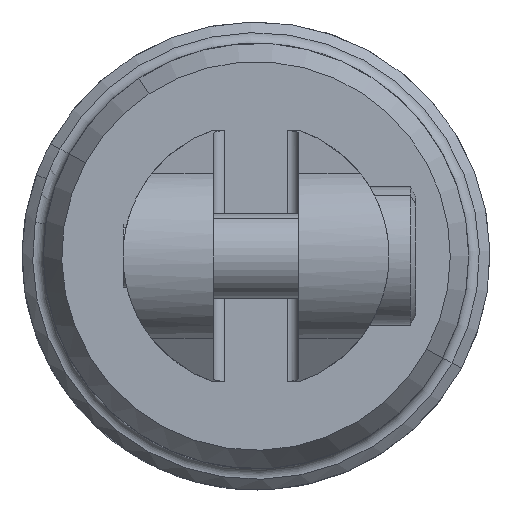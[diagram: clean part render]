
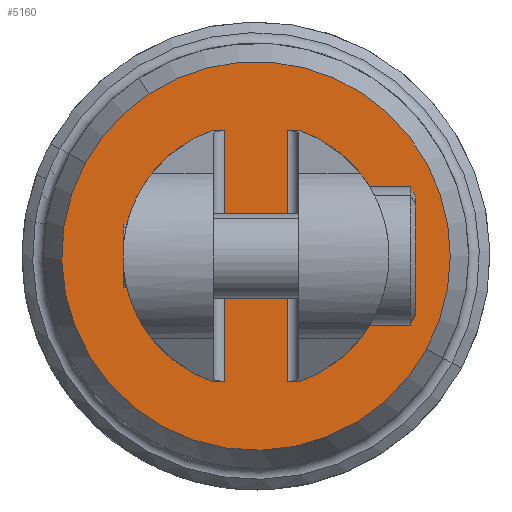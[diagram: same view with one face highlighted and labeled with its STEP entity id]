
A CAD part, left-side view. The second image highlights one B-rep face of the part: STEP entity #5160.
In plain terms, the highlighted planar face has unit normal (-1, 0, 0).
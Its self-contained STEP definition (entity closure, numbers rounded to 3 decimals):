
#10 = VECTOR ( 'NONE', #8358, 1000. ) ;
#478 = AXIS2_PLACEMENT_3D ( 'NONE', #4442, #8500, #7159 ) ;
#703 = LINE ( 'NONE', #832, #6315 ) ;
#714 = VECTOR ( 'NONE', #3100, 1000. ) ;
#820 = DIRECTION ( 'NONE',  ( 0., -1., 0. ) ) ;
#832 = CARTESIAN_POINT ( 'NONE',  ( 32.003, -4.082, 11.766 ) ) ;
#1023 = PLANE ( 'NONE',  #1152 ) ;
#1063 = EDGE_CURVE ( 'NONE', #5186, #6106, #2734, .T. ) ;
#1152 = AXIS2_PLACEMENT_3D ( 'NONE', #3710, #5861, #1705 ) ;
#1238 = EDGE_CURVE ( 'NONE', #6106, #5644, #6706, .T. ) ;
#1364 = EDGE_LOOP ( 'NONE', ( #2056, #5438, #2875 ) ) ;
#1517 = EDGE_CURVE ( 'NONE', #7409, #6414, #2233, .T. ) ;
#1547 = DIRECTION ( 'NONE',  ( -1., 0., 0. ) ) ;
#1582 = ORIENTED_EDGE ( 'NONE', *, *, #3687, .F. ) ;
#1705 = DIRECTION ( 'NONE',  ( 0., 0., 1. ) ) ;
#1708 = EDGE_LOOP ( 'NONE', ( #2855, #3481, #7729, #3260, #1582 ) ) ;
#1891 = CIRCLE ( 'NONE', #2165, 18.268 ) ;
#2056 = ORIENTED_EDGE ( 'NONE', *, *, #7962, .T. ) ;
#2130 = DIRECTION ( 'NONE',  ( 0., -1., 0. ) ) ;
#2131 = VERTEX_POINT ( 'NONE', #6316 ) ;
#2137 = CARTESIAN_POINT ( 'NONE',  ( 32.003, -11.692, 11.766 ) ) ;
#2153 = DIRECTION ( 'NONE',  ( -1., 0., 0. ) ) ;
#2165 = AXIS2_PLACEMENT_3D ( 'NONE', #8325, #2153, #4846 ) ;
#2205 = EDGE_CURVE ( 'NONE', #6332, #2131, #5750, .T. ) ;
#2222 = EDGE_CURVE ( 'NONE', #7020, #6481, #1891, .T. ) ;
#2233 = LINE ( 'NONE', #4250, #10 ) ;
#2249 = ORIENTED_EDGE ( 'NONE', *, *, #2205, .F. ) ;
#2280 = DIRECTION ( 'NONE',  ( 0., -1., 0. ) ) ;
#2386 = LINE ( 'NONE', #7113, #714 ) ;
#2458 = EDGE_CURVE ( 'NONE', #7409, #2985, #8834, .T. ) ;
#2459 = EDGE_LOOP ( 'NONE', ( #5368, #2249, #5038, #6312, #5023 ) ) ;
#2530 = VERTEX_POINT ( 'NONE', #8215 ) ;
#2556 = EDGE_CURVE ( 'NONE', #3434, #3431, #703, .T. ) ;
#2692 = CARTESIAN_POINT ( 'NONE',  ( 32.003, -4.582, -11.766 ) ) ;
#2734 = CIRCLE ( 'NONE', #4161, 12.5 ) ;
#2839 = CARTESIAN_POINT ( 'NONE',  ( 32.003, -7.582, 0. ) ) ;
#2855 = ORIENTED_EDGE ( 'NONE', *, *, #1238, .F. ) ;
#2875 = ORIENTED_EDGE ( 'NONE', *, *, #2222, .T. ) ;
#2985 = VERTEX_POINT ( 'NONE', #4556 ) ;
#3061 = CARTESIAN_POINT ( 'NONE',  ( 32.003, -10.582, 11.766 ) ) ;
#3088 = AXIS2_PLACEMENT_3D ( 'NONE', #6859, #1547, #820 ) ;
#3100 = DIRECTION ( 'NONE',  ( 0., 0., 1. ) ) ;
#3144 = CARTESIAN_POINT ( 'NONE',  ( 32.003, -3.471, -11.766 ) ) ;
#3260 = ORIENTED_EDGE ( 'NONE', *, *, #2556, .T. ) ;
#3355 = DIRECTION ( 'NONE',  ( 0., -1., 0. ) ) ;
#3431 = VERTEX_POINT ( 'NONE', #4547 ) ;
#3434 = VERTEX_POINT ( 'NONE', #5162 ) ;
#3481 = ORIENTED_EDGE ( 'NONE', *, *, #1063, .F. ) ;
#3588 = CARTESIAN_POINT ( 'NONE',  ( 32.003, -23.613, -8.758 ) ) ;
#3687 = EDGE_CURVE ( 'NONE', #5644, #3431, #2386, .T. ) ;
#3710 = CARTESIAN_POINT ( 'NONE',  ( 32.003, -7.582, 0. ) ) ;
#3783 = VECTOR ( 'NONE', #2280, 1000. ) ;
#4161 = AXIS2_PLACEMENT_3D ( 'NONE', #4218, #7474, #4837 ) ;
#4207 = AXIS2_PLACEMENT_3D ( 'NONE', #6791, #6743, #3355 ) ;
#4218 = CARTESIAN_POINT ( 'NONE',  ( 32.003, -7.582, 0. ) ) ;
#4250 = CARTESIAN_POINT ( 'NONE',  ( 32.003, -10.582, 0. ) ) ;
#4362 = CARTESIAN_POINT ( 'NONE',  ( 32.003, -10.582, -11.766 ) ) ;
#4378 = CIRCLE ( 'NONE', #3088, 12.5 ) ;
#4442 = CARTESIAN_POINT ( 'NONE',  ( 32.003, -7.582, 0. ) ) ;
#4485 = CIRCLE ( 'NONE', #478, 12.5 ) ;
#4547 = CARTESIAN_POINT ( 'NONE',  ( 32.003, -4.582, 11.766 ) ) ;
#4556 = CARTESIAN_POINT ( 'NONE',  ( 32.003, -11.803, -11.766 ) ) ;
#4837 = DIRECTION ( 'NONE',  ( 0., -1., 0. ) ) ;
#4846 = DIRECTION ( 'NONE',  ( 0., -1., 0. ) ) ;
#5023 = ORIENTED_EDGE ( 'NONE', *, *, #1517, .T. ) ;
#5038 = ORIENTED_EDGE ( 'NONE', *, *, #6435, .F. ) ;
#5057 = FACE_OUTER_BOUND ( 'NONE', #1364, .T. ) ;
#5160 = ADVANCED_FACE ( 'NONE', ( #7242, #8491, #5057 ), #1023, .T. ) ;
#5162 = CARTESIAN_POINT ( 'NONE',  ( 32.003, -3.36, 11.766 ) ) ;
#5186 = VERTEX_POINT ( 'NONE', #8535 ) ;
#5368 = ORIENTED_EDGE ( 'NONE', *, *, #7737, .T. ) ;
#5438 = ORIENTED_EDGE ( 'NONE', *, *, #6877, .T. ) ;
#5554 = DIRECTION ( 'NONE',  ( -1., 0., 0. ) ) ;
#5624 = AXIS2_PLACEMENT_3D ( 'NONE', #5777, #8305, #7774 ) ;
#5644 = VERTEX_POINT ( 'NONE', #2692 ) ;
#5750 = CIRCLE ( 'NONE', #8598, 12.5 ) ;
#5777 = CARTESIAN_POINT ( 'NONE',  ( 32.003, -7.582, 0. ) ) ;
#5861 = DIRECTION ( 'NONE',  ( -1., 0., 0. ) ) ;
#5931 = CIRCLE ( 'NONE', #4207, 18.268 ) ;
#5990 = DIRECTION ( 'NONE',  ( 0., -1., 0. ) ) ;
#6049 = CARTESIAN_POINT ( 'NONE',  ( 32.003, -3.36, -11.766 ) ) ;
#6106 = VERTEX_POINT ( 'NONE', #6049 ) ;
#6167 = VECTOR ( 'NONE', #2130, 1000. ) ;
#6211 = LINE ( 'NONE', #2137, #3783 ) ;
#6312 = ORIENTED_EDGE ( 'NONE', *, *, #2458, .F. ) ;
#6315 = VECTOR ( 'NONE', #6345, 1000. ) ;
#6316 = CARTESIAN_POINT ( 'NONE',  ( 32.003, -11.803, 11.766 ) ) ;
#6332 = VERTEX_POINT ( 'NONE', #8265 ) ;
#6345 = DIRECTION ( 'NONE',  ( 0., -1., 0. ) ) ;
#6414 = VERTEX_POINT ( 'NONE', #3061 ) ;
#6435 = EDGE_CURVE ( 'NONE', #2985, #6332, #4485, .T. ) ;
#6481 = VERTEX_POINT ( 'NONE', #3588 ) ;
#6485 = CARTESIAN_POINT ( 'NONE',  ( 32.003, 8.45, 8.758 ) ) ;
#6706 = LINE ( 'NONE', #3144, #7440 ) ;
#6743 = DIRECTION ( 'NONE',  ( -1., 0., 0. ) ) ;
#6791 = CARTESIAN_POINT ( 'NONE',  ( 32.003, -7.582, 0. ) ) ;
#6859 = CARTESIAN_POINT ( 'NONE',  ( 32.003, -7.582, 0. ) ) ;
#6877 = EDGE_CURVE ( 'NONE', #2530, #7020, #7901, .T. ) ;
#7020 = VERTEX_POINT ( 'NONE', #6485 ) ;
#7113 = CARTESIAN_POINT ( 'NONE',  ( 32.003, -4.582, 0. ) ) ;
#7159 = DIRECTION ( 'NONE',  ( 0., -1., 0. ) ) ;
#7242 = FACE_BOUND ( 'NONE', #2459, .T. ) ;
#7409 = VERTEX_POINT ( 'NONE', #4362 ) ;
#7440 = VECTOR ( 'NONE', #5990, 1000. ) ;
#7474 = DIRECTION ( 'NONE',  ( -1., 0., 0. ) ) ;
#7541 = CARTESIAN_POINT ( 'NONE',  ( 32.003, -11.692, -11.766 ) ) ;
#7729 = ORIENTED_EDGE ( 'NONE', *, *, #8626, .F. ) ;
#7737 = EDGE_CURVE ( 'NONE', #6414, #2131, #6211, .T. ) ;
#7774 = DIRECTION ( 'NONE',  ( 0., -1., 0. ) ) ;
#7901 = CIRCLE ( 'NONE', #5624, 18.268 ) ;
#7962 = EDGE_CURVE ( 'NONE', #6481, #2530, #5931, .T. ) ;
#8215 = CARTESIAN_POINT ( 'NONE',  ( 32.003, 2.475, 15.25 ) ) ;
#8265 = CARTESIAN_POINT ( 'NONE',  ( 32.003, -20.082, 0. ) ) ;
#8273 = DIRECTION ( 'NONE',  ( 0., -1., 0. ) ) ;
#8305 = DIRECTION ( 'NONE',  ( -1., 0., 0. ) ) ;
#8325 = CARTESIAN_POINT ( 'NONE',  ( 32.003, -7.582, 0. ) ) ;
#8358 = DIRECTION ( 'NONE',  ( 0., 0., 1. ) ) ;
#8491 = FACE_BOUND ( 'NONE', #1708, .T. ) ;
#8500 = DIRECTION ( 'NONE',  ( -1., 0., 0. ) ) ;
#8535 = CARTESIAN_POINT ( 'NONE',  ( 32.003, 4.918, 0. ) ) ;
#8598 = AXIS2_PLACEMENT_3D ( 'NONE', #2839, #5554, #8273 ) ;
#8626 = EDGE_CURVE ( 'NONE', #3434, #5186, #4378, .T. ) ;
#8834 = LINE ( 'NONE', #7541, #6167 ) ;
